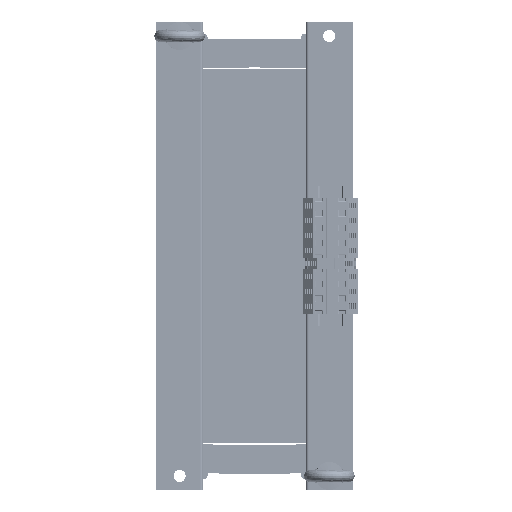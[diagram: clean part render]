
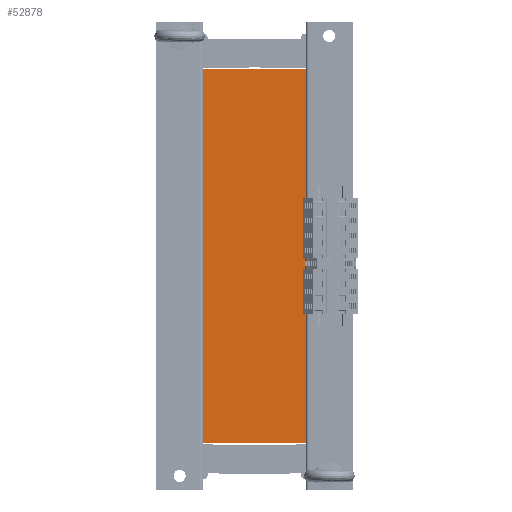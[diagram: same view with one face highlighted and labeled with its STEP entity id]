
A CAD part, left-side view. The second image highlights one B-rep face of the part: STEP entity #52878.
In plain terms, the highlighted planar face has unit normal (-1, 0, 0).
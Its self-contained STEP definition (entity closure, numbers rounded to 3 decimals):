
#6264=FACE_OUTER_BOUND('',#9284,.T.);
#9284=EDGE_LOOP('',(#35689,#35690,#35691,#35692));
#12415=LINE('',#77023,#17712);
#12423=LINE('',#77038,#17720);
#12424=LINE('',#77040,#17721);
#12425=LINE('',#77041,#17722);
#17712=VECTOR('',#61478,10.);
#17720=VECTOR('',#61490,10.);
#17721=VECTOR('',#61493,10.);
#17722=VECTOR('',#61494,10.);
#23007=VERTEX_POINT('',#77020);
#23008=VERTEX_POINT('',#77022);
#23012=VERTEX_POINT('',#77034);
#23013=VERTEX_POINT('',#77036);
#27875=EDGE_CURVE('',#23007,#23008,#12415,.T.);
#27883=EDGE_CURVE('',#23012,#23013,#12423,.T.);
#27884=EDGE_CURVE('',#23007,#23012,#12424,.T.);
#27885=EDGE_CURVE('',#23008,#23013,#12425,.T.);
#35689=ORIENTED_EDGE('',*,*,#27884,.T.);
#35690=ORIENTED_EDGE('',*,*,#27883,.T.);
#35691=ORIENTED_EDGE('',*,*,#27885,.F.);
#35692=ORIENTED_EDGE('',*,*,#27875,.F.);
#51210=PLANE('',#56297);
#52878=ADVANCED_FACE('',(#6264),#51210,.T.);
#56297=AXIS2_PLACEMENT_3D('',#77039,#61491,#61492);
#61478=DIRECTION('',(0.,1.,0.));
#61490=DIRECTION('',(0.,1.,0.));
#61491=DIRECTION('center_axis',(-1.,0.,0.));
#61492=DIRECTION('ref_axis',(0.,0.,1.));
#61493=DIRECTION('',(0.,0.,1.));
#61494=DIRECTION('',(0.,0.,1.));
#77020=CARTESIAN_POINT('',(-400.,0.,0.));
#77022=CARTESIAN_POINT('',(-400.,110.,0.));
#77023=CARTESIAN_POINT('',(-400.,0.,0.));
#77034=CARTESIAN_POINT('',(-400.,0.,400.));
#77036=CARTESIAN_POINT('',(-400.,110.,400.));
#77038=CARTESIAN_POINT('',(-400.,0.,400.));
#77039=CARTESIAN_POINT('Origin',(-400.,0.,0.));
#77040=CARTESIAN_POINT('',(-400.,0.,0.));
#77041=CARTESIAN_POINT('',(-400.,110.,0.));
